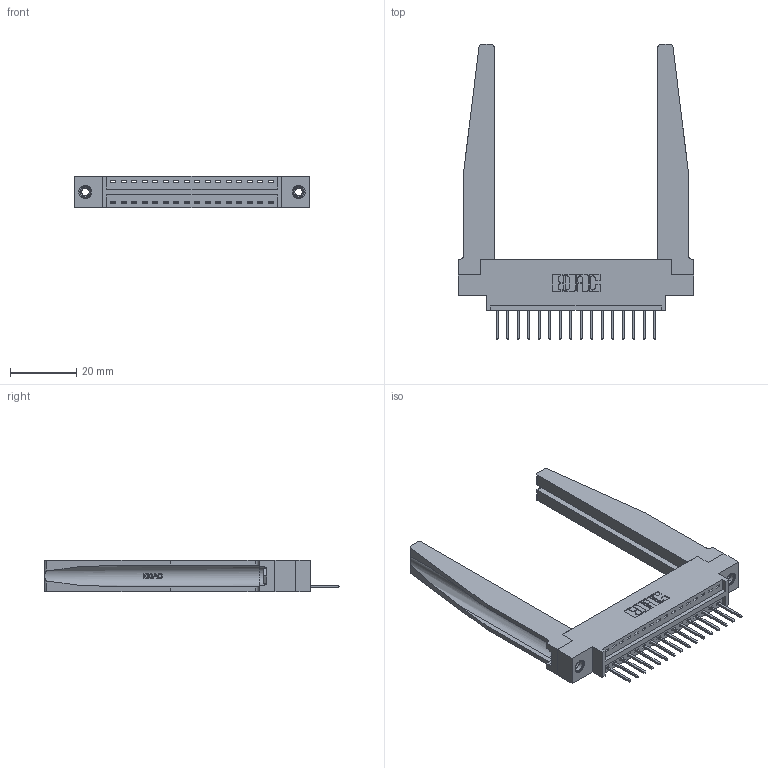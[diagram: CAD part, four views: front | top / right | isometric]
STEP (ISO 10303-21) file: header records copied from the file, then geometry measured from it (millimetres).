
FILE_DESCRIPTION (( 'STEP AP203' ), '1' );
FILE_NAME ('346-016-526-678.STEP', '2022-05-05T10:23:01', ( '' ), ( '' ), 'SwSTEP 2.0', 'SolidWorks 2020', '' );
FILE_SCHEMA (( 'CONFIG_CONTROL_DESIGN' ));
Length unit declared in the file: inch
Products named in the file (5): 346 Part_0.170 Offset - 0.156 Dia-TH; 346-016-526-678; 345-250-001_345-250-001-102; 345-292-001_345-293-126; 346-220-078_345-220-078
Assembly tree (21 placements, depth 2):
  346-016-526-678
    346 Part_0.170 Offset - 0.156 Dia-TH
    345-292-001_345-293-126  x16
    346-220-078_345-220-078  x2
    345-250-001_345-250-001-102  x2
Bounding box: 71.37 x 89.41 x 9.4 mm (x, y, z)
Volume: 13376.3 mm3; surface area: 14520.1 mm2
Topology: 21 solids, 21 shells, 1302 faces, 3801 edges, 2502 vertices
Faces by surface type: plane 876, cylinder 374, bspline 36, cone 12, torus 4
Entity records: 18744 total; most frequent: CARTESIAN_POINT 4137, ORIENTED_EDGE 2974, DIRECTION 2665, EDGE_CURVE 1487, VECTOR 1197, LINE 1197, VERTEX_POINT 984, AXIS2_PLACEMENT_3D 734
